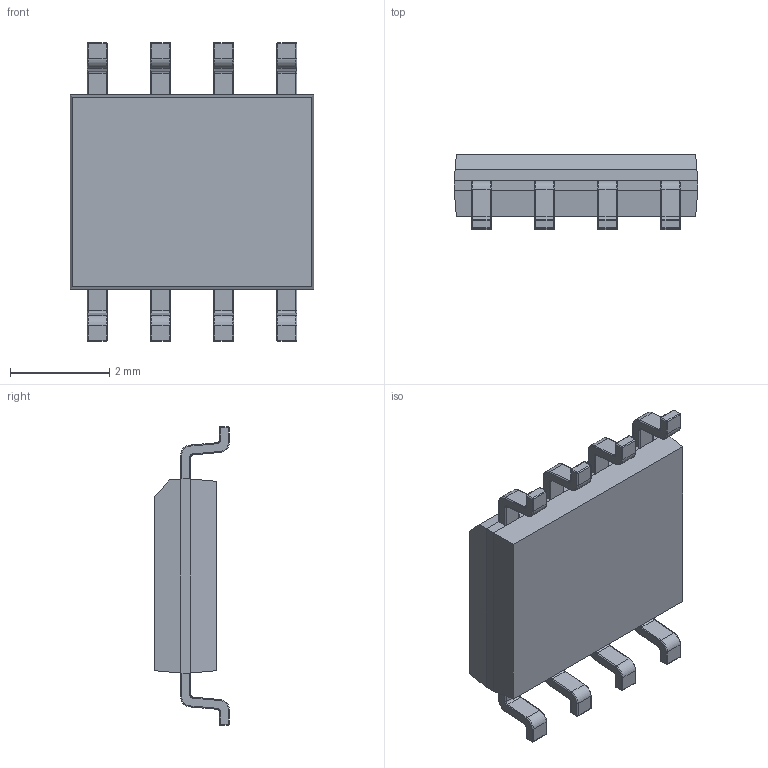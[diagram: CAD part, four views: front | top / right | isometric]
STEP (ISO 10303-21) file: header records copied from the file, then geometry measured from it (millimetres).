
FILE_DESCRIPTION (( 'STEP AP214' ), '1' );
FILE_NAME ('Package_SOIC-8_3.STEP', '2018-07-01T18:56:15', ( '' ), ( '' ), 'SwSTEP 2.0', 'SolidWorks 2018', '' );
FILE_SCHEMA (( 'AUTOMOTIVE_DESIGN' ));
Length unit declared in the file: millimetre
Products named in the file (1): Package_SOIC-8_3
Bounding box: 4.9 x 1.5 x 6 mm (x, y, z)
Volume: 25.6 mm3; surface area: 92.1 mm2
Topology: 5 solids, 5 shells, 314 faces, 709 edges, 374 vertices
Faces by surface type: cylinder 146, plane 72, torus 64, sphere 32
Entity records: 8484 total; most frequent: DIRECTION 1663, CARTESIAN_POINT 1366, ORIENTED_EDGE 1354, EDGE_CURVE 677, AXIS2_PLACEMENT_3D 671, VERTEX_POINT 374, CIRCLE 356, LINE 321
